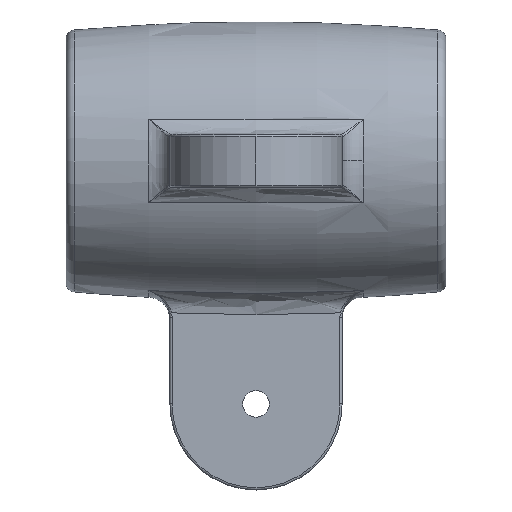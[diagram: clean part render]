
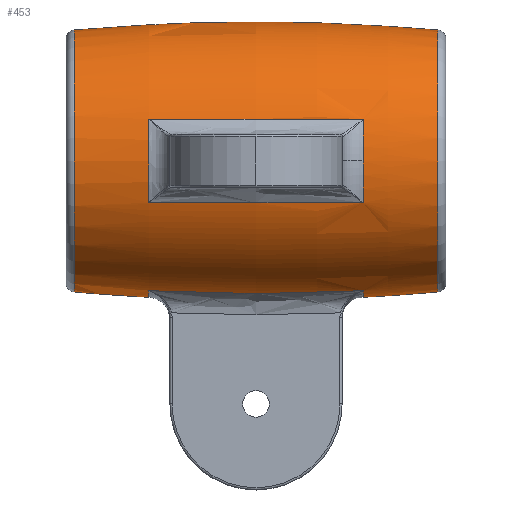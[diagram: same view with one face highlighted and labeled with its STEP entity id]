
A CAD part, left-side view. The second image highlights one B-rep face of the part: STEP entity #453.
In plain terms, the highlighted toroidal (fillet/blend) face has major radius 431.75 mm and minor radius 463.25 mm.
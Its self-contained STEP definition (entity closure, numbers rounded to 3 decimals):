
#6 = CARTESIAN_POINT ( 'NONE',  ( -9.493, 8.084, -30.036 ) ) ;
#15 = CARTESIAN_POINT ( 'NONE',  ( -9.485, -16.165, -29.816 ) ) ;
#39 = ORIENTED_EDGE ( 'NONE', *, *, #362, .T. ) ;
#107 = CARTESIAN_POINT ( 'NONE',  ( -9.468, -24.238, -29.377 ) ) ;
#109 = CARTESIAN_POINT ( 'NONE',  ( -29.377, -24.238, 9.468 ) ) ;
#177 = ORIENTED_EDGE ( 'NONE', *, *, #1796, .T. ) ;
#244 = B_SPLINE_CURVE_WITH_KNOTS ( 'NONE', 3,
 ( #3889, #3563, #6, #1980, #15, #1960 ),
 .UNSPECIFIED., .F., .F.,
 ( 4, 2, 4 ),
 ( 0., 0.024, 0.049 ),
 .UNSPECIFIED. ) ;
#259 = DIRECTION ( 'NONE',  ( 0., 1., 0. ) ) ;
#305 = CARTESIAN_POINT ( 'NONE',  ( 0., 0., 431.75 ) ) ;
#315 = CARTESIAN_POINT ( 'NONE',  ( 0., 41.178, 29.666 ) ) ;
#362 = EDGE_CURVE ( 'NONE', #3271, #2956, #1754, .T. ) ;
#435 = EDGE_LOOP ( 'NONE', ( #1207, #39, #3598, #1064, #1000, #1817, #689, #3473 ) ) ;
#453 = ADVANCED_FACE ( 'NONE', ( #1088, #3310 ), #3159, .T. ) ;
#528 = AXIS2_PLACEMENT_3D ( 'NONE', #2825, #259, #1235 ) ;
#544 = VERTEX_POINT ( 'NONE', #1711 ) ;
#567 = DIRECTION ( 'NONE',  ( 0., -1., 0. ) ) ;
#593 = VERTEX_POINT ( 'NONE', #736 ) ;
#614 = DIRECTION ( 'NONE',  ( 1., 0., 0. ) ) ;
#635 = CARTESIAN_POINT ( 'NONE',  ( -29.816, 16.165, 9.485 ) ) ;
#689 = ORIENTED_EDGE ( 'NONE', *, *, #2990, .T. ) ;
#707 = EDGE_CURVE ( 'NONE', #3058, #2782, #1795, .T. ) ;
#715 = CARTESIAN_POINT ( 'NONE',  ( -30.865, -24.238, 0. ) ) ;
#736 = CARTESIAN_POINT ( 'NONE',  ( 0., -24.238, -30.865 ) ) ;
#753 = CARTESIAN_POINT ( 'NONE',  ( -29.816, 16.165, -9.485 ) ) ;
#769 = AXIS2_PLACEMENT_3D ( 'NONE', #4033, #809, #1452 ) ;
#809 = DIRECTION ( 'NONE',  ( -1., 0., 0. ) ) ;
#838 = DIRECTION ( 'NONE',  ( -1., 0., 0. ) ) ;
#966 = DIRECTION ( 'NONE',  ( -1., 0., 0. ) ) ;
#1000 = ORIENTED_EDGE ( 'NONE', *, *, #2664, .F. ) ;
#1001 = VERTEX_POINT ( 'NONE', #2685 ) ;
#1018 = DIRECTION ( 'NONE',  ( 0., 0., 1. ) ) ;
#1034 = CIRCLE ( 'NONE', #1692, 463.25 ) ;
#1064 = ORIENTED_EDGE ( 'NONE', *, *, #3840, .T. ) ;
#1088 = FACE_OUTER_BOUND ( 'NONE', #435, .T. ) ;
#1126 = AXIS2_PLACEMENT_3D ( 'NONE', #3877, #2875, #2929 ) ;
#1132 = CARTESIAN_POINT ( 'NONE',  ( -29.377, 24.238, -9.468 ) ) ;
#1137 = AXIS2_PLACEMENT_3D ( 'NONE', #305, #614, #2261 ) ;
#1182 = AXIS2_PLACEMENT_3D ( 'NONE', #3141, #567, #1220 ) ;
#1206 = DIRECTION ( 'NONE',  ( 0., 0., -1. ) ) ;
#1207 = ORIENTED_EDGE ( 'NONE', *, *, #1210, .F. ) ;
#1210 = EDGE_CURVE ( 'NONE', #3271, #593, #1034, .T. ) ;
#1220 = DIRECTION ( 'NONE',  ( 0., 0., 1. ) ) ;
#1235 = DIRECTION ( 'NONE',  ( 0., 0., -1. ) ) ;
#1299 = EDGE_CURVE ( 'NONE', #3874, #3823, #3209, .T. ) ;
#1304 = DIRECTION ( 'NONE',  ( 0., -1., 0. ) ) ;
#1346 = AXIS2_PLACEMENT_3D ( 'NONE', #3439, #2778, #838 ) ;
#1363 = EDGE_LOOP ( 'NONE', ( #2154, #2337, #1474, #2089, #177 ) ) ;
#1436 = CARTESIAN_POINT ( 'NONE',  ( -30.035, 8.086, -9.493 ) ) ;
#1452 = DIRECTION ( 'NONE',  ( 0., 0., 1. ) ) ;
#1474 = ORIENTED_EDGE ( 'NONE', *, *, #3042, .T. ) ;
#1665 = CIRCLE ( 'NONE', #769, 463.25 ) ;
#1672 = DIRECTION ( 'NONE',  ( 0., 1., 0. ) ) ;
#1692 = AXIS2_PLACEMENT_3D ( 'NONE', #3423, #3447, #4058 ) ;
#1711 = CARTESIAN_POINT ( 'NONE',  ( 0., 41.178, -29.666 ) ) ;
#1731 = EDGE_CURVE ( 'NONE', #2496, #593, #2276, .T. ) ;
#1754 = CIRCLE ( 'NONE', #3494, 29.666 ) ;
#1768 = CARTESIAN_POINT ( 'NONE',  ( -29.377, -24.238, -9.468 ) ) ;
#1795 = B_SPLINE_CURVE_WITH_KNOTS ( 'NONE', 3,
 ( #1768, #2701, #2095, #1436, #753, #1132 ),
 .UNSPECIFIED., .F., .F.,
 ( 4, 2, 4 ),
 ( 0., 0.024, 0.049 ),
 .UNSPECIFIED. ) ;
#1796 = EDGE_CURVE ( 'NONE', #3823, #3058, #2180, .T. ) ;
#1817 = ORIENTED_EDGE ( 'NONE', *, *, #2609, .T. ) ;
#1960 = CARTESIAN_POINT ( 'NONE',  ( -9.468, -24.238, -29.377 ) ) ;
#1980 = CARTESIAN_POINT ( 'NONE',  ( -9.493, -8.086, -30.035 ) ) ;
#2008 = CARTESIAN_POINT ( 'NONE',  ( 0., -41.178, -29.666 ) ) ;
#2009 = CARTESIAN_POINT ( 'NONE',  ( -9.468, 24.238, -29.377 ) ) ;
#2062 = DIRECTION ( 'NONE',  ( 0., 0., -1. ) ) ;
#2089 = ORIENTED_EDGE ( 'NONE', *, *, #1299, .T. ) ;
#2095 = CARTESIAN_POINT ( 'NONE',  ( -30.036, -8.084, -9.493 ) ) ;
#2146 = CARTESIAN_POINT ( 'NONE',  ( 0., -41.178, 29.666 ) ) ;
#2154 = ORIENTED_EDGE ( 'NONE', *, *, #707, .T. ) ;
#2180 = CIRCLE ( 'NONE', #2491, 30.865 ) ;
#2261 = DIRECTION ( 'NONE',  ( 0., 0., -1. ) ) ;
#2276 = CIRCLE ( 'NONE', #1182, 30.865 ) ;
#2337 = ORIENTED_EDGE ( 'NONE', *, *, #3985, .T. ) ;
#2491 = AXIS2_PLACEMENT_3D ( 'NONE', #4175, #1304, #966 ) ;
#2496 = VERTEX_POINT ( 'NONE', #107 ) ;
#2553 = CARTESIAN_POINT ( 'NONE',  ( -29.377, -24.238, -9.468 ) ) ;
#2585 = AXIS2_PLACEMENT_3D ( 'NONE', #3646, #3969, #2062 ) ;
#2596 = CARTESIAN_POINT ( 'NONE',  ( -29.377, 24.238, 9.468 ) ) ;
#2609 = EDGE_CURVE ( 'NONE', #1001, #3730, #3818, .T. ) ;
#2644 = CARTESIAN_POINT ( 'NONE',  ( 0., -41.178, 0. ) ) ;
#2664 = EDGE_CURVE ( 'NONE', #1001, #544, #3315, .T. ) ;
#2685 = CARTESIAN_POINT ( 'NONE',  ( 0., 24.238, -30.865 ) ) ;
#2687 = EDGE_CURVE ( 'NONE', #2956, #4075, #1665, .T. ) ;
#2701 = CARTESIAN_POINT ( 'NONE',  ( -29.816, -16.165, -9.485 ) ) ;
#2760 = CARTESIAN_POINT ( 'NONE',  ( -29.377, 24.238, -9.468 ) ) ;
#2778 = DIRECTION ( 'NONE',  ( 0., -1., 0. ) ) ;
#2782 = VERTEX_POINT ( 'NONE', #2760 ) ;
#2825 = CARTESIAN_POINT ( 'NONE',  ( 0., 24.238, 0. ) ) ;
#2875 = DIRECTION ( 'NONE',  ( 0., 1., 0. ) ) ;
#2929 = DIRECTION ( 'NONE',  ( 0., 0., 1. ) ) ;
#2956 = VERTEX_POINT ( 'NONE', #2146 ) ;
#2968 = CIRCLE ( 'NONE', #528, 30.865 ) ;
#2990 = EDGE_CURVE ( 'NONE', #3730, #2496, #244, .T. ) ;
#3042 = EDGE_CURVE ( 'NONE', #3496, #3874, #3174, .T. ) ;
#3058 = VERTEX_POINT ( 'NONE', #2553 ) ;
#3141 = CARTESIAN_POINT ( 'NONE',  ( 0., -24.238, 0. ) ) ;
#3145 = DIRECTION ( 'NONE',  ( 0., 1., 0. ) ) ;
#3159 = TOROIDAL_SURFACE ( 'NONE', #1126, -431.75, 463.25 ) ;
#3174 = B_SPLINE_CURVE_WITH_KNOTS ( 'NONE', 3,
 ( #2596, #635, #3246, #3198, #3229, #3857 ),
 .UNSPECIFIED., .F., .F.,
 ( 4, 2, 4 ),
 ( 0., 0.024, 0.049 ),
 .UNSPECIFIED. ) ;
#3180 = CIRCLE ( 'NONE', #2585, 29.666 ) ;
#3198 = CARTESIAN_POINT ( 'NONE',  ( -30.035, -8.086, 9.493 ) ) ;
#3209 = CIRCLE ( 'NONE', #1346, 30.865 ) ;
#3229 = CARTESIAN_POINT ( 'NONE',  ( -29.816, -16.165, 9.485 ) ) ;
#3246 = CARTESIAN_POINT ( 'NONE',  ( -30.036, 8.084, 9.493 ) ) ;
#3271 = VERTEX_POINT ( 'NONE', #2008 ) ;
#3310 = FACE_BOUND ( 'NONE', #1363, .T. ) ;
#3315 = CIRCLE ( 'NONE', #1137, 463.25 ) ;
#3423 = CARTESIAN_POINT ( 'NONE',  ( 0., 0., 431.75 ) ) ;
#3439 = CARTESIAN_POINT ( 'NONE',  ( 0., -24.238, 0. ) ) ;
#3447 = DIRECTION ( 'NONE',  ( 1., 0., 0. ) ) ;
#3473 = ORIENTED_EDGE ( 'NONE', *, *, #1731, .T. ) ;
#3494 = AXIS2_PLACEMENT_3D ( 'NONE', #2644, #1672, #1018 ) ;
#3496 = VERTEX_POINT ( 'NONE', #4059 ) ;
#3563 = CARTESIAN_POINT ( 'NONE',  ( -9.485, 16.165, -29.816 ) ) ;
#3598 = ORIENTED_EDGE ( 'NONE', *, *, #2687, .T. ) ;
#3646 = CARTESIAN_POINT ( 'NONE',  ( 0., 41.178, 0. ) ) ;
#3730 = VERTEX_POINT ( 'NONE', #2009 ) ;
#3770 = CARTESIAN_POINT ( 'NONE',  ( 0., 24.238, 0. ) ) ;
#3786 = AXIS2_PLACEMENT_3D ( 'NONE', #3770, #3145, #1206 ) ;
#3818 = CIRCLE ( 'NONE', #3786, 30.865 ) ;
#3823 = VERTEX_POINT ( 'NONE', #715 ) ;
#3840 = EDGE_CURVE ( 'NONE', #4075, #544, #3180, .T. ) ;
#3857 = CARTESIAN_POINT ( 'NONE',  ( -29.377, -24.238, 9.468 ) ) ;
#3874 = VERTEX_POINT ( 'NONE', #109 ) ;
#3877 = CARTESIAN_POINT ( 'NONE',  ( 0., 0., 0. ) ) ;
#3889 = CARTESIAN_POINT ( 'NONE',  ( -9.468, 24.238, -29.377 ) ) ;
#3969 = DIRECTION ( 'NONE',  ( 0., -1., 0. ) ) ;
#3985 = EDGE_CURVE ( 'NONE', #2782, #3496, #2968, .T. ) ;
#4033 = CARTESIAN_POINT ( 'NONE',  ( 0., 0., -431.75 ) ) ;
#4058 = DIRECTION ( 'NONE',  ( 0., 0., -1. ) ) ;
#4059 = CARTESIAN_POINT ( 'NONE',  ( -29.377, 24.238, 9.468 ) ) ;
#4075 = VERTEX_POINT ( 'NONE', #315 ) ;
#4175 = CARTESIAN_POINT ( 'NONE',  ( 0., -24.238, 0. ) ) ;
